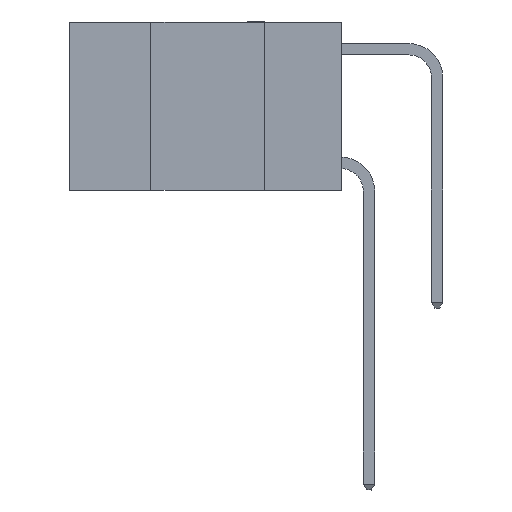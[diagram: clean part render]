
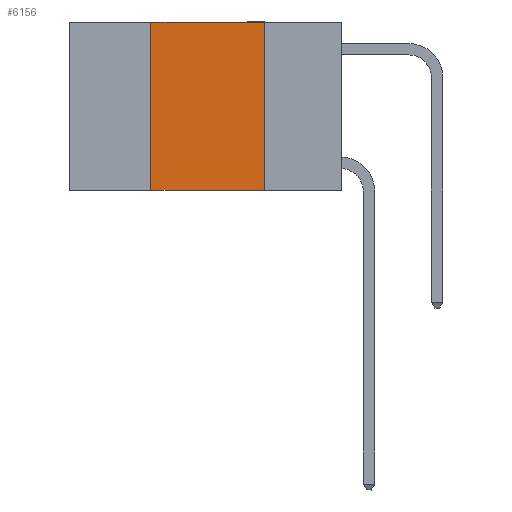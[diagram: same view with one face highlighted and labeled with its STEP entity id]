
A CAD part, left-side view. The second image highlights one B-rep face of the part: STEP entity #6156.
In plain terms, the highlighted planar face has unit normal (-1, 0, 0).
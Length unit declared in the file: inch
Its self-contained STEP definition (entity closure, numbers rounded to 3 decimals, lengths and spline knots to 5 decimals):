
#241 = ORIENTED_EDGE ( 'NONE', *, *, #9595, .F. ) ;
#834 = DIRECTION ( 'NONE',  ( 0., 0., 1. ) ) ;
#923 = AXIS2_PLACEMENT_3D ( 'NONE', #9670, #2396, #7021 ) ;
#936 = VECTOR ( 'NONE', #10895, 39.37008 ) ;
#962 = EDGE_CURVE ( 'NONE', #7715, #8206, #9462, .T. ) ;
#1151 = CARTESIAN_POINT ( 'NONE',  ( 0., 0.6, -0.37 ) ) ;
#2009 = FACE_OUTER_BOUND ( 'NONE', #8679, .T. ) ;
#2312 = PLANE ( 'NONE',  #923 ) ;
#2396 = DIRECTION ( 'NONE',  ( 1., 0., 0. ) ) ;
#2503 = VECTOR ( 'NONE', #2731, 39.37008 ) ;
#2599 = VECTOR ( 'NONE', #9490, 39.37008 ) ;
#2663 = ORIENTED_EDGE ( 'NONE', *, *, #962, .F. ) ;
#2731 = DIRECTION ( 'NONE',  ( 0., 0., -1. ) ) ;
#2932 = CARTESIAN_POINT ( 'NONE',  ( 0., 0.42, -0.37 ) ) ;
#3229 = CARTESIAN_POINT ( 'NONE',  ( 0., 0.17, -0.37 ) ) ;
#3769 = VERTEX_POINT ( 'NONE', #3229 ) ;
#5610 = ORIENTED_EDGE ( 'NONE', *, *, #11689, .F. ) ;
#6034 = CARTESIAN_POINT ( 'NONE',  ( 0., 0.42, 0. ) ) ;
#6156 = ADVANCED_FACE ( 'NONE', ( #2009 ), #2312, .F. ) ;
#6313 = CARTESIAN_POINT ( 'NONE',  ( 0., 0.6, 0. ) ) ;
#6433 = EDGE_CURVE ( 'NONE', #10394, #3769, #6472, .T. ) ;
#6472 = LINE ( 'NONE', #1151, #2599 ) ;
#7021 = DIRECTION ( 'NONE',  ( 0., 0., -1. ) ) ;
#7673 = LINE ( 'NONE', #8209, #2503 ) ;
#7715 = VERTEX_POINT ( 'NONE', #6034 ) ;
#8160 = CARTESIAN_POINT ( 'NONE',  ( 0., 0.42, 0. ) ) ;
#8206 = VERTEX_POINT ( 'NONE', #9810 ) ;
#8209 = CARTESIAN_POINT ( 'NONE',  ( 0., 0.17, 0. ) ) ;
#8679 = EDGE_LOOP ( 'NONE', ( #241, #2663, #5610, #9861 ) ) ;
#8963 = LINE ( 'NONE', #8160, #11551 ) ;
#9462 = LINE ( 'NONE', #6313, #936 ) ;
#9490 = DIRECTION ( 'NONE',  ( 0., -1., 0. ) ) ;
#9595 = EDGE_CURVE ( 'NONE', #8206, #3769, #7673, .T. ) ;
#9670 = CARTESIAN_POINT ( 'NONE',  ( 0., 0.6, 0. ) ) ;
#9810 = CARTESIAN_POINT ( 'NONE',  ( 0., 0.17, 0. ) ) ;
#9861 = ORIENTED_EDGE ( 'NONE', *, *, #6433, .T. ) ;
#10394 = VERTEX_POINT ( 'NONE', #2932 ) ;
#10895 = DIRECTION ( 'NONE',  ( 0., -1., 0. ) ) ;
#11551 = VECTOR ( 'NONE', #834, 39.37008 ) ;
#11689 = EDGE_CURVE ( 'NONE', #10394, #7715, #8963, .T. ) ;
